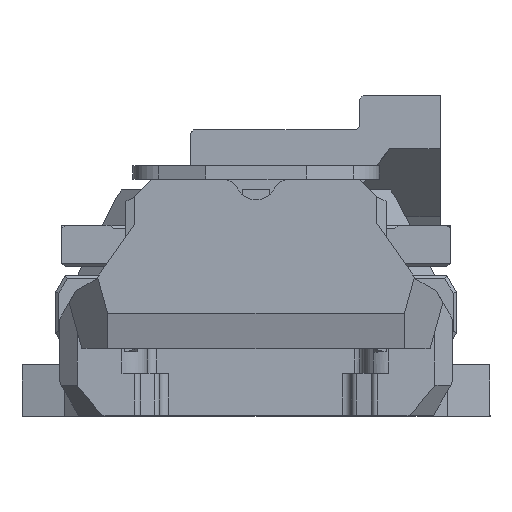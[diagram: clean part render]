
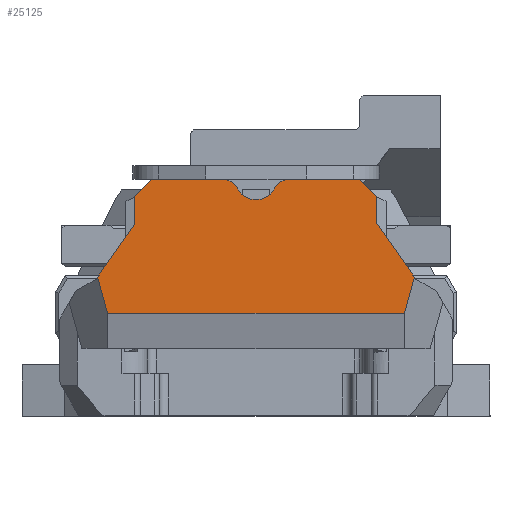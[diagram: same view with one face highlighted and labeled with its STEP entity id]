
A CAD part, top view. The second image highlights one B-rep face of the part: STEP entity #25125.
In plain terms, the highlighted planar face has unit normal (0, 0, 1).
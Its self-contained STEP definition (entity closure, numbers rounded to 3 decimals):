
#1144=CIRCLE('',#27024,2.4);
#1146=CIRCLE('',#27027,2.);
#1147=CIRCLE('',#27031,2.);
#2340=FACE_OUTER_BOUND('',#3810,.T.);
#3810=EDGE_LOOP('',(#21244,#21245,#21246,#21247,#21248,#21249,#21250,#21251,
#21252,#21253,#21254,#21255,#21256,#21257));
#6231=LINE('',#46831,#9069);
#6237=LINE('',#46846,#9075);
#6244=LINE('',#46859,#9082);
#6247=LINE('',#46865,#9085);
#6250=LINE('',#46872,#9088);
#6257=LINE('',#46930,#9095);
#6261=LINE('',#46937,#9099);
#6311=LINE('',#49000,#9149);
#6323=LINE('',#49032,#9161);
#6326=LINE('',#49038,#9164);
#6327=LINE('',#49039,#9165);
#9069=VECTOR('',#32658,10.);
#9075=VECTOR('',#32672,10.);
#9082=VECTOR('',#32681,10.);
#9085=VECTOR('',#32686,10.);
#9088=VECTOR('',#32691,10.);
#9095=VECTOR('',#32714,10.);
#9099=VECTOR('',#32720,10.);
#9149=VECTOR('',#32850,10.);
#9161=VECTOR('',#32882,10.);
#9164=VECTOR('',#32887,10.);
#9165=VECTOR('',#32888,10.);
#11551=VERTEX_POINT('',#46794);
#11553=VERTEX_POINT('',#46798);
#11555=VERTEX_POINT('',#46804);
#11566=VERTEX_POINT('',#46828);
#11567=VERTEX_POINT('',#46830);
#11572=VERTEX_POINT('',#46844);
#11577=VERTEX_POINT('',#46857);
#11579=VERTEX_POINT('',#46863);
#11582=VERTEX_POINT('',#46870);
#11591=VERTEX_POINT('',#46926);
#11593=VERTEX_POINT('',#46929);
#11644=VERTEX_POINT('',#48999);
#11654=VERTEX_POINT('',#49031);
#11656=VERTEX_POINT('',#49037);
#14804=EDGE_CURVE('',#11551,#11553,#1144,.T.);
#14807=EDGE_CURVE('',#11555,#11553,#1146,.T.);
#14818=EDGE_CURVE('',#11567,#11566,#6231,.F.);
#14820=EDGE_CURVE('',#11551,#11566,#1147,.T.);
#14826=EDGE_CURVE('',#11555,#11572,#6237,.F.);
#14833=EDGE_CURVE('',#11577,#11572,#6244,.T.);
#14836=EDGE_CURVE('',#11579,#11577,#6247,.T.);
#14839=EDGE_CURVE('',#11582,#11579,#6250,.F.);
#14852=EDGE_CURVE('',#11593,#11591,#6257,.F.);
#14856=EDGE_CURVE('',#11567,#11591,#6261,.T.);
#14936=EDGE_CURVE('',#11644,#11582,#6311,.T.);
#14952=EDGE_CURVE('',#11644,#11654,#6323,.T.);
#14955=EDGE_CURVE('',#11654,#11656,#6326,.T.);
#14956=EDGE_CURVE('',#11656,#11593,#6327,.F.);
#21244=ORIENTED_EDGE('',*,*,#14955,.T.);
#21245=ORIENTED_EDGE('',*,*,#14956,.T.);
#21246=ORIENTED_EDGE('',*,*,#14852,.T.);
#21247=ORIENTED_EDGE('',*,*,#14856,.F.);
#21248=ORIENTED_EDGE('',*,*,#14818,.T.);
#21249=ORIENTED_EDGE('',*,*,#14820,.F.);
#21250=ORIENTED_EDGE('',*,*,#14804,.T.);
#21251=ORIENTED_EDGE('',*,*,#14807,.F.);
#21252=ORIENTED_EDGE('',*,*,#14826,.T.);
#21253=ORIENTED_EDGE('',*,*,#14833,.F.);
#21254=ORIENTED_EDGE('',*,*,#14836,.F.);
#21255=ORIENTED_EDGE('',*,*,#14839,.F.);
#21256=ORIENTED_EDGE('',*,*,#14936,.F.);
#21257=ORIENTED_EDGE('',*,*,#14952,.T.);
#23806=PLANE('',#27096);
#25125=ADVANCED_FACE('',(#2340),#23806,.T.);
#27024=AXIS2_PLACEMENT_3D('',#46800,#32635,#32636);
#27027=AXIS2_PLACEMENT_3D('',#46806,#32642,#32643);
#27031=AXIS2_PLACEMENT_3D('',#46834,#32662,#32663);
#27096=AXIS2_PLACEMENT_3D('',#49036,#32885,#32886);
#32635=DIRECTION('center_axis',(0.,0.,-1.));
#32636=DIRECTION('ref_axis',(0.,1.,0.));
#32642=DIRECTION('center_axis',(0.,0.,-1.));
#32643=DIRECTION('ref_axis',(0.522,0.853,0.));
#32658=DIRECTION('',(1.,0.,0.));
#32662=DIRECTION('center_axis',(0.,0.,-1.));
#32663=DIRECTION('ref_axis',(-0.522,0.853,0.));
#32672=DIRECTION('',(1.,0.,0.));
#32681=DIRECTION('',(0.707,0.707,0.));
#32686=DIRECTION('',(0.,1.,0.));
#32691=DIRECTION('',(-0.574,-0.819,0.));
#32714=DIRECTION('',(0.,-1.,0.));
#32720=DIRECTION('',(0.707,-0.707,0.));
#32850=DIRECTION('',(-0.266,0.964,0.));
#32882=DIRECTION('',(1.,0.,0.));
#32885=DIRECTION('center_axis',(0.,0.,1.));
#32886=DIRECTION('ref_axis',(1.,0.,0.));
#32887=DIRECTION('',(0.266,0.964,0.));
#32888=DIRECTION('',(0.574,-0.819,0.));
#46794=CARTESIAN_POINT('',(2.138,36.629,75.472));
#46798=CARTESIAN_POINT('',(-2.138,36.629,75.472));
#46800=CARTESIAN_POINT('Origin',(0.,37.72,
75.472));
#46804=CARTESIAN_POINT('',(-3.919,37.72,75.472));
#46806=CARTESIAN_POINT('Origin',(-3.919,35.72,75.472));
#46828=CARTESIAN_POINT('',(3.919,37.72,75.472));
#46830=CARTESIAN_POINT('',(12.139,37.72,75.472));
#46831=CARTESIAN_POINT('',(-10.6,37.72,75.472));
#46834=CARTESIAN_POINT('Origin',(3.919,35.72,75.472));
#46844=CARTESIAN_POINT('',(-12.21,37.72,75.472));
#46846=CARTESIAN_POINT('',(-10.6,37.72,75.472));
#46857=CARTESIAN_POINT('',(-14.21,35.72,75.472));
#46859=CARTESIAN_POINT('',(-21.852,28.079,75.472));
#46863=CARTESIAN_POINT('',(-14.21,32.431,75.472));
#46865=CARTESIAN_POINT('',(-14.21,21.332,75.472));
#46870=CARTESIAN_POINT('',(-18.511,26.289,75.472));
#46872=CARTESIAN_POINT('',(-27.62,13.281,75.472));
#46926=CARTESIAN_POINT('',(14.139,35.72,75.472));
#46929=CARTESIAN_POINT('',(14.139,32.533,75.472));
#46930=CARTESIAN_POINT('',(14.139,21.332,75.472));
#46937=CARTESIAN_POINT('',(11.198,38.661,75.472));
#48999=CARTESIAN_POINT('',(-17.338,22.044,75.472));
#49000=CARTESIAN_POINT('',(-15.811,16.519,75.472));
#49031=CARTESIAN_POINT('',(17.338,22.044,75.472));
#49032=CARTESIAN_POINT('',(18.396,22.044,75.472));
#49036=CARTESIAN_POINT('Origin',(-21.2,10.144,75.472));
#49037=CARTESIAN_POINT('',(18.511,26.289,75.472));
#49038=CARTESIAN_POINT('',(15.811,16.519,75.472));
#49039=CARTESIAN_POINT('',(27.62,13.281,75.472));
